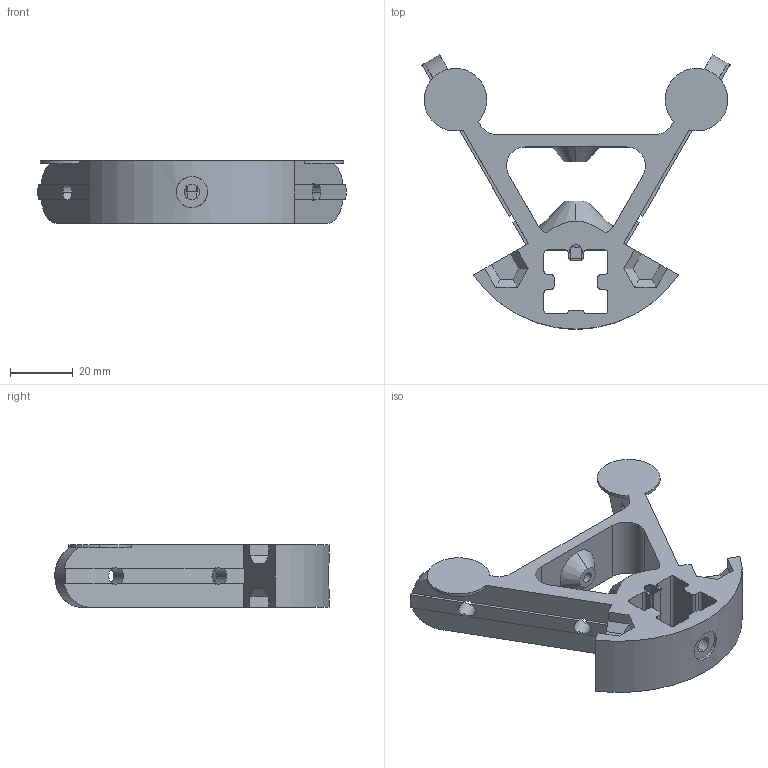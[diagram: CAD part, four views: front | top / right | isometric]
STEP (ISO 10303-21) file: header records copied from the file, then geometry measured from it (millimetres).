
FILE_DESCRIPTION (( 'STEP AP203' ), '1' );
FILE_NAME ('frame_top 2020sw.STEP', '2015-07-25T12:43:43', ( '' ), ( '' ), 'SwSTEP 2.0', 'SolidWorks 2014', '' );
FILE_SCHEMA (( 'CONFIG_CONTROL_DESIGN' ));
Length unit declared in the file: millimetre
Products named in the file (1): frame_top 2020sw
Bounding box: 98.32 x 87.53 x 20 mm (x, y, z)
Volume: 39808.1 mm3; surface area: 18053 mm2
Topology: 1 solids, 1 shells, 165 faces, 488 edges, 321 vertices
Faces by surface type: plane 104, cylinder 57, cone 4
Entity records: 5831 total; most frequent: CARTESIAN_POINT 1241, ORIENTED_EDGE 976, DIRECTION 926, EDGE_CURVE 488, VECTOR 326, LINE 326, VERTEX_POINT 321, AXIS2_PLACEMENT_3D 300
